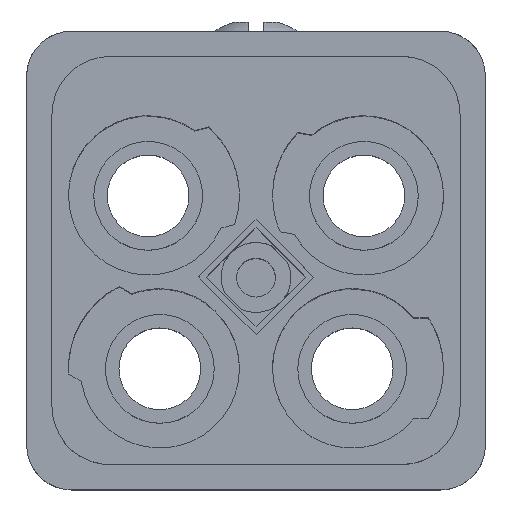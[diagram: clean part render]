
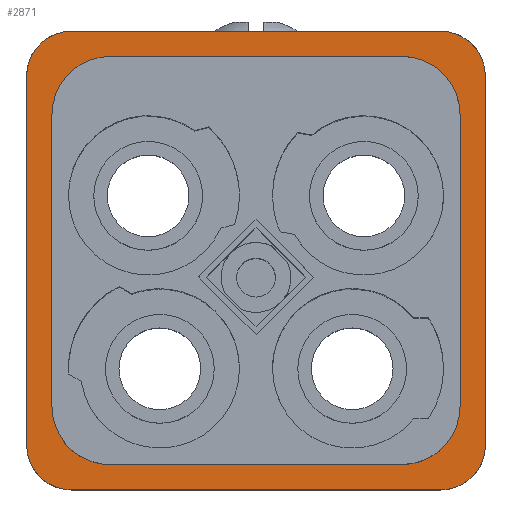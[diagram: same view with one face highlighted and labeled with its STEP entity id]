
A CAD part, top view. The second image highlights one B-rep face of the part: STEP entity #2871.
In plain terms, the highlighted planar face has unit normal (0, 0, 1).
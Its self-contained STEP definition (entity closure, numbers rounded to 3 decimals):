
#2642=AXIS2_PLACEMENT_3D('Circle Axis2P3D',#2640,#2641,$) ;
#2709=AXIS2_PLACEMENT_3D('Circle Axis2P3D',#2707,#2708,$) ;
#2741=AXIS2_PLACEMENT_3D('Circle Axis2P3D',#2739,#2740,$) ;
#2755=AXIS2_PLACEMENT_3D('Plane Axis2P3D',#2752,#2753,#2754) ;
#2798=AXIS2_PLACEMENT_3D('Circle Axis2P3D',#2796,#2797,$) ;
#2835=AXIS2_PLACEMENT_3D('Circle Axis2P3D',#2833,#2834,$) ;
#2630=CARTESIAN_POINT('Vertex',(23.6,21.3,33.375)) ;
#2637=CARTESIAN_POINT('Vertex',(21.3,23.6,33.375)) ;
#2640=CARTESIAN_POINT('Axis2P3D Location',(21.3,21.3,33.375)) ;
#2662=CARTESIAN_POINT('Vertex',(21.3,0.,33.375)) ;
#2669=CARTESIAN_POINT('Vertex',(23.6,2.3,33.375)) ;
#2673=CARTESIAN_POINT('Control Point',(21.3,0.,33.375)) ;
#2674=CARTESIAN_POINT('Control Point',(22.023,0.,33.375)) ;
#2675=CARTESIAN_POINT('Control Point',(22.746,0.283,33.375)) ;
#2676=CARTESIAN_POINT('Control Point',(23.317,0.854,33.375)) ;
#2677=CARTESIAN_POINT('Control Point',(23.6,1.577,33.375)) ;
#2678=CARTESIAN_POINT('Control Point',(23.6,2.3,33.375)) ;
#2697=CARTESIAN_POINT('Vertex',(0.,2.3,33.375)) ;
#2704=CARTESIAN_POINT('Vertex',(2.3,0.,33.375)) ;
#2707=CARTESIAN_POINT('Axis2P3D Location',(2.3,2.3,33.375)) ;
#2729=CARTESIAN_POINT('Vertex',(2.3,23.6,33.375)) ;
#2736=CARTESIAN_POINT('Vertex',(0.,21.3,33.375)) ;
#2739=CARTESIAN_POINT('Axis2P3D Location',(2.3,21.3,33.375)) ;
#2752=CARTESIAN_POINT('Axis2P3D Location',(7.006,22.253,33.375)) ;
#2757=CARTESIAN_POINT('Line Origine',(0.,11.8,33.375)) ;
#2762=CARTESIAN_POINT('Line Origine',(11.8,0.,33.375)) ;
#2767=CARTESIAN_POINT('Line Origine',(23.6,11.8,33.375)) ;
#2772=CARTESIAN_POINT('Line Origine',(11.8,23.6,33.375)) ;
#2787=CARTESIAN_POINT('Line Origine',(1.3,11.8,33.375)) ;
#2791=CARTESIAN_POINT('Vertex',(1.3,4.3,33.375)) ;
#2793=CARTESIAN_POINT('Vertex',(1.3,19.3,33.375)) ;
#2796=CARTESIAN_POINT('Axis2P3D Location',(4.3,19.3,33.375)) ;
#2800=CARTESIAN_POINT('Vertex',(4.3,22.3,33.375)) ;
#2803=CARTESIAN_POINT('Line Origine',(11.8,22.3,33.375)) ;
#2807=CARTESIAN_POINT('Vertex',(19.3,22.3,33.375)) ;
#2811=CARTESIAN_POINT('Control Point',(22.3,19.3,33.375)) ;
#2812=CARTESIAN_POINT('Control Point',(22.3,19.639,33.375)) ;
#2813=CARTESIAN_POINT('Control Point',(22.252,19.979,33.375)) ;
#2814=CARTESIAN_POINT('Control Point',(22.156,20.309,33.375)) ;
#2815=CARTESIAN_POINT('Control Point',(21.873,20.934,33.375)) ;
#2816=CARTESIAN_POINT('Control Point',(21.428,21.455,33.375)) ;
#2817=CARTESIAN_POINT('Control Point',(21.17,21.683,33.375)) ;
#2818=CARTESIAN_POINT('Control Point',(20.661,22.017,33.375)) ;
#2819=CARTESIAN_POINT('Control Point',(20.087,22.213,33.375)) ;
#2820=CARTESIAN_POINT('Control Point',(19.827,22.271,33.375)) ;
#2821=CARTESIAN_POINT('Control Point',(19.564,22.3,33.375)) ;
#2822=CARTESIAN_POINT('Control Point',(19.3,22.3,33.375)) ;
#2823=CARTESIAN_POINT('Vertex',(22.3,19.3,33.375)) ;
#2826=CARTESIAN_POINT('Line Origine',(22.3,11.8,33.375)) ;
#2830=CARTESIAN_POINT('Vertex',(22.3,4.3,33.375)) ;
#2833=CARTESIAN_POINT('Axis2P3D Location',(19.3,4.3,33.375)) ;
#2837=CARTESIAN_POINT('Vertex',(19.3,1.3,33.375)) ;
#2840=CARTESIAN_POINT('Line Origine',(11.8,1.3,33.375)) ;
#2844=CARTESIAN_POINT('Vertex',(4.3,1.3,33.375)) ;
#2848=CARTESIAN_POINT('Control Point',(1.3,4.3,33.375)) ;
#2849=CARTESIAN_POINT('Control Point',(1.3,3.961,33.375)) ;
#2850=CARTESIAN_POINT('Control Point',(1.348,3.621,33.375)) ;
#2851=CARTESIAN_POINT('Control Point',(1.444,3.291,33.375)) ;
#2852=CARTESIAN_POINT('Control Point',(1.727,2.666,33.375)) ;
#2853=CARTESIAN_POINT('Control Point',(2.172,2.145,33.375)) ;
#2854=CARTESIAN_POINT('Control Point',(2.43,1.917,33.375)) ;
#2855=CARTESIAN_POINT('Control Point',(2.939,1.583,33.375)) ;
#2856=CARTESIAN_POINT('Control Point',(3.513,1.387,33.375)) ;
#2857=CARTESIAN_POINT('Control Point',(3.773,1.329,33.375)) ;
#2858=CARTESIAN_POINT('Control Point',(4.036,1.3,33.375)) ;
#2859=CARTESIAN_POINT('Control Point',(4.3,1.3,33.375)) ;
#2641=DIRECTION('Axis2P3D Direction',(0.,0.,1.)) ;
#2708=DIRECTION('Axis2P3D Direction',(0.,0.,1.)) ;
#2740=DIRECTION('Axis2P3D Direction',(0.,0.,1.)) ;
#2753=DIRECTION('Axis2P3D Direction',(0.,0.,-1.)) ;
#2754=DIRECTION('Axis2P3D XDirection',(1.,0.,0.)) ;
#2758=DIRECTION('Vector Direction',(0.,1.,0.)) ;
#2763=DIRECTION('Vector Direction',(-1.,0.,0.)) ;
#2768=DIRECTION('Vector Direction',(0.,-1.,0.)) ;
#2773=DIRECTION('Vector Direction',(1.,0.,0.)) ;
#2788=DIRECTION('Vector Direction',(0.,1.,0.)) ;
#2797=DIRECTION('Axis2P3D Direction',(0.,0.,-1.)) ;
#2804=DIRECTION('Vector Direction',(-1.,0.,0.)) ;
#2827=DIRECTION('Vector Direction',(0.,1.,0.)) ;
#2834=DIRECTION('Axis2P3D Direction',(0.,0.,-1.)) ;
#2841=DIRECTION('Vector Direction',(1.,0.,0.)) ;
#2759=VECTOR('Line Direction',#2758,1.) ;
#2764=VECTOR('Line Direction',#2763,1.) ;
#2769=VECTOR('Line Direction',#2768,1.) ;
#2774=VECTOR('Line Direction',#2773,1.) ;
#2789=VECTOR('Line Direction',#2788,1.) ;
#2805=VECTOR('Line Direction',#2804,1.) ;
#2828=VECTOR('Line Direction',#2827,1.) ;
#2842=VECTOR('Line Direction',#2841,1.) ;
#2778=ORIENTED_EDGE('',*,*,#2761,.F.) ;
#2779=ORIENTED_EDGE('',*,*,#2711,.T.) ;
#2780=ORIENTED_EDGE('',*,*,#2766,.F.) ;
#2781=ORIENTED_EDGE('',*,*,#2679,.T.) ;
#2782=ORIENTED_EDGE('',*,*,#2771,.F.) ;
#2783=ORIENTED_EDGE('',*,*,#2644,.T.) ;
#2784=ORIENTED_EDGE('',*,*,#2776,.F.) ;
#2785=ORIENTED_EDGE('',*,*,#2743,.T.) ;
#2862=ORIENTED_EDGE('',*,*,#2795,.T.) ;
#2863=ORIENTED_EDGE('',*,*,#2802,.T.) ;
#2864=ORIENTED_EDGE('',*,*,#2809,.F.) ;
#2865=ORIENTED_EDGE('',*,*,#2825,.F.) ;
#2866=ORIENTED_EDGE('',*,*,#2832,.F.) ;
#2867=ORIENTED_EDGE('',*,*,#2839,.T.) ;
#2868=ORIENTED_EDGE('',*,*,#2846,.F.) ;
#2869=ORIENTED_EDGE('',*,*,#2860,.F.) ;
#2870=FACE_BOUND('',#2861,.T.) ;
#2871=ADVANCED_FACE('Hauptk\X2\00F6\X0\rper',(#2786,#2870),#2756,.F.) ;
#2672=B_SPLINE_CURVE_WITH_KNOTS('',5,(#2673,#2674,#2675,#2676,#2677,#2678),.UNSPECIFIED.,.F.,.U.,(6,6),(-1.806,1.806),.UNSPECIFIED.) ;
#2810=B_SPLINE_CURVE_WITH_KNOTS('',5,(#2811,#2812,#2813,#2814,#2815,#2816,#2817,#2818,#2819,#2820,#2821,#2822),.UNSPECIFIED.,.F.,.U.,(6,3,3,6),(0.,2.4,4.8,6.664),.UNSPECIFIED.) ;
#2847=B_SPLINE_CURVE_WITH_KNOTS('',5,(#2848,#2849,#2850,#2851,#2852,#2853,#2854,#2855,#2856,#2857,#2858,#2859),.UNSPECIFIED.,.F.,.U.,(6,3,3,6),(0.,2.4,4.8,6.664),.UNSPECIFIED.) ;
#2643=CIRCLE('generated circle',#2642,2.3) ;
#2710=CIRCLE('generated circle',#2709,2.3) ;
#2742=CIRCLE('generated circle',#2741,2.3) ;
#2799=CIRCLE('generated circle',#2798,3.) ;
#2836=CIRCLE('generated circle',#2835,3.) ;
#2644=EDGE_CURVE('',#2631,#2638,#2643,.T.) ;
#2679=EDGE_CURVE('',#2663,#2670,#2672,.T.) ;
#2711=EDGE_CURVE('',#2698,#2705,#2710,.T.) ;
#2743=EDGE_CURVE('',#2730,#2737,#2742,.T.) ;
#2761=EDGE_CURVE('',#2698,#2737,#2760,.T.) ;
#2766=EDGE_CURVE('',#2663,#2705,#2765,.T.) ;
#2771=EDGE_CURVE('',#2631,#2670,#2770,.T.) ;
#2776=EDGE_CURVE('',#2730,#2638,#2775,.T.) ;
#2795=EDGE_CURVE('',#2792,#2794,#2790,.T.) ;
#2802=EDGE_CURVE('',#2794,#2801,#2799,.T.) ;
#2809=EDGE_CURVE('',#2808,#2801,#2806,.T.) ;
#2825=EDGE_CURVE('',#2824,#2808,#2810,.T.) ;
#2832=EDGE_CURVE('',#2831,#2824,#2829,.T.) ;
#2839=EDGE_CURVE('',#2831,#2838,#2836,.T.) ;
#2846=EDGE_CURVE('',#2845,#2838,#2843,.T.) ;
#2860=EDGE_CURVE('',#2792,#2845,#2847,.T.) ;
#2777=EDGE_LOOP('',(#2778,#2779,#2780,#2781,#2782,#2783,#2784,#2785)) ;
#2861=EDGE_LOOP('',(#2862,#2863,#2864,#2865,#2866,#2867,#2868,#2869)) ;
#2786=FACE_OUTER_BOUND('',#2777,.T.) ;
#2760=LINE('Line',#2757,#2759) ;
#2765=LINE('Line',#2762,#2764) ;
#2770=LINE('Line',#2767,#2769) ;
#2775=LINE('Line',#2772,#2774) ;
#2790=LINE('Line',#2787,#2789) ;
#2806=LINE('Line',#2803,#2805) ;
#2829=LINE('Line',#2826,#2828) ;
#2843=LINE('Line',#2840,#2842) ;
#2756=PLANE('',#2755) ;
#2631=VERTEX_POINT('',#2630) ;
#2638=VERTEX_POINT('',#2637) ;
#2663=VERTEX_POINT('',#2662) ;
#2670=VERTEX_POINT('',#2669) ;
#2698=VERTEX_POINT('',#2697) ;
#2705=VERTEX_POINT('',#2704) ;
#2730=VERTEX_POINT('',#2729) ;
#2737=VERTEX_POINT('',#2736) ;
#2792=VERTEX_POINT('',#2791) ;
#2794=VERTEX_POINT('',#2793) ;
#2801=VERTEX_POINT('',#2800) ;
#2808=VERTEX_POINT('',#2807) ;
#2824=VERTEX_POINT('',#2823) ;
#2831=VERTEX_POINT('',#2830) ;
#2838=VERTEX_POINT('',#2837) ;
#2845=VERTEX_POINT('',#2844) ;
